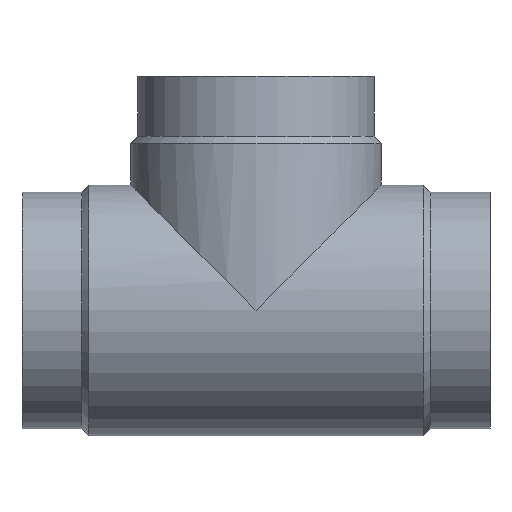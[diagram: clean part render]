
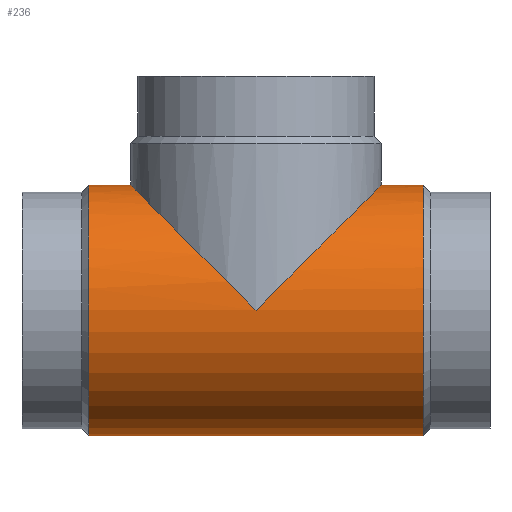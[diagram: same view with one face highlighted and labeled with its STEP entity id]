
A CAD part, top view. The second image highlights one B-rep face of the part: STEP entity #236.
In plain terms, the highlighted cylindrical face has radius 119.2 mm (diameter 238.4 mm), a partial arc.
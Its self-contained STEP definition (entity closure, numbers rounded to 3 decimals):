
#140 = EDGE_CURVE( '', #230, #338, #381, .T. );
#142 = VERTEX_POINT( '', #383 );
#224 = VERTEX_POINT( '', #476 );
#230 = VERTEX_POINT( '', #482 );
#234 = EDGE_CURVE( '', #224, #260, #488, .T. );
#236 = ADVANCED_FACE( '', ( #490 ), #491, .T. );
#258 = EDGE_CURVE( '', #338, #296, #517, .T. );
#260 = VERTEX_POINT( '', #519 );
#276 = EDGE_CURVE( '', #142, #260, #539, .T. );
#296 = VERTEX_POINT( '', #559 );
#300 = EDGE_CURVE( '', #308, #224, #563, .T. );
#304 = EDGE_CURVE( '', #296, #308, #567, .T. );
#308 = VERTEX_POINT( '', #571 );
#338 = VERTEX_POINT( '', #604 );
#356 = EDGE_CURVE( '', #142, #230, #623, .T. );
#381 = CIRCLE( '', #640, 119.2 );
#383 = CARTESIAN_POINT( '', ( -381.3, -119.2, 0. ) );
#476 = CARTESIAN_POINT( '', ( -341.7, 119.2, 0. ) );
#482 = CARTESIAN_POINT( '', ( -63.7, -119.2, 0. ) );
#488 = LINE( '', #777, #778 );
#490 = FACE_OUTER_BOUND( '', #780, .T. );
#491 = CYLINDRICAL_SURFACE( '', #781, 119.2 );
#517 = LINE( '', #813, #814 );
#519 = CARTESIAN_POINT( '', ( -381.3, 119.2, 0. ) );
#539 = CIRCLE( '', #842, 119.2 );
#559 = CARTESIAN_POINT( '', ( -103.3, 119.2, 0. ) );
#563 = ELLIPSE( '', #882, 168.574, 119.2 );
#567 = ELLIPSE( '', #887, 168.574, 119.2 );
#571 = CARTESIAN_POINT( '', ( -222.5, 0., 119.2 ) );
#604 = CARTESIAN_POINT( '', ( -63.7, 119.2, 0. ) );
#623 = LINE( '', #955, #956 );
#640 = AXIS2_PLACEMENT_3D( '', #973, #974, #975 );
#777 = CARTESIAN_POINT( '', ( -222.5, 119.2, 0. ) );
#778 = VECTOR( '', #1113, 1. );
#780 = EDGE_LOOP( '', ( #1115, #1116, #1117, #1118, #1119, #1120, #1121 ) );
#781 = AXIS2_PLACEMENT_3D( '', #1122, #1123, #1124 );
#813 = CARTESIAN_POINT( '', ( -222.5, 119.2, 0. ) );
#814 = VECTOR( '', #1173, 1. );
#842 = AXIS2_PLACEMENT_3D( '', #1208, #1209, #1210 );
#882 = AXIS2_PLACEMENT_3D( '', #1226, #1227, #1228 );
#887 = AXIS2_PLACEMENT_3D( '', #1229, #1230, #1231 );
#955 = CARTESIAN_POINT( '', ( -222.5, -119.2, 0. ) );
#956 = VECTOR( '', #1283, 1. );
#973 = CARTESIAN_POINT( '', ( -63.7, 0., 0. ) );
#974 = DIRECTION( '', ( -1., 0., 0. ) );
#975 = DIRECTION( '', ( 0., 1., 0. ) );
#1113 = DIRECTION( '', ( -1., 0., 0. ) );
#1115 = ORIENTED_EDGE( '', *, *, #258, .T. );
#1116 = ORIENTED_EDGE( '', *, *, #304, .T. );
#1117 = ORIENTED_EDGE( '', *, *, #300, .T. );
#1118 = ORIENTED_EDGE( '', *, *, #234, .T. );
#1119 = ORIENTED_EDGE( '', *, *, #276, .F. );
#1120 = ORIENTED_EDGE( '', *, *, #356, .T. );
#1121 = ORIENTED_EDGE( '', *, *, #140, .T. );
#1122 = CARTESIAN_POINT( '', ( -222.5, 0., 0. ) );
#1123 = DIRECTION( '', ( 1., 0., 0. ) );
#1124 = DIRECTION( '', ( 0., 1., 0. ) );
#1173 = DIRECTION( '', ( -1., 0., 0. ) );
#1208 = CARTESIAN_POINT( '', ( -381.3, 0., 0. ) );
#1209 = DIRECTION( '', ( -1., 0., 0. ) );
#1210 = DIRECTION( '', ( 0., 1., 0. ) );
#1226 = CARTESIAN_POINT( '', ( -222.5, 0., 0. ) );
#1227 = DIRECTION( '', ( -0.707, -0.707, 0. ) );
#1228 = DIRECTION( '', ( 0.707, -0.707, 0. ) );
#1229 = CARTESIAN_POINT( '', ( -222.5, 0., 0. ) );
#1230 = DIRECTION( '', ( 0.707, -0.707, 0. ) );
#1231 = DIRECTION( '', ( 0.707, 0.707, 0. ) );
#1283 = DIRECTION( '', ( 1., 0., 0. ) );
